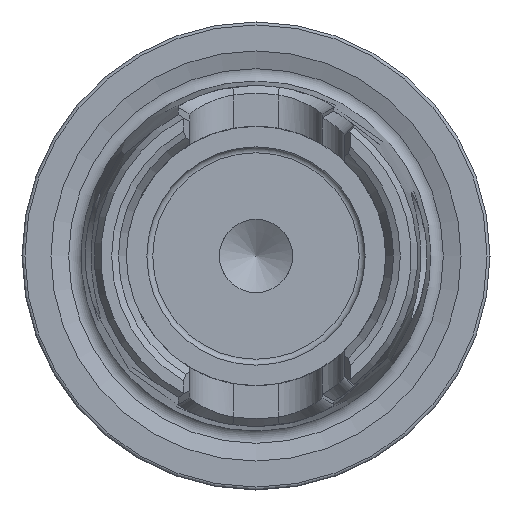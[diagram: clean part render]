
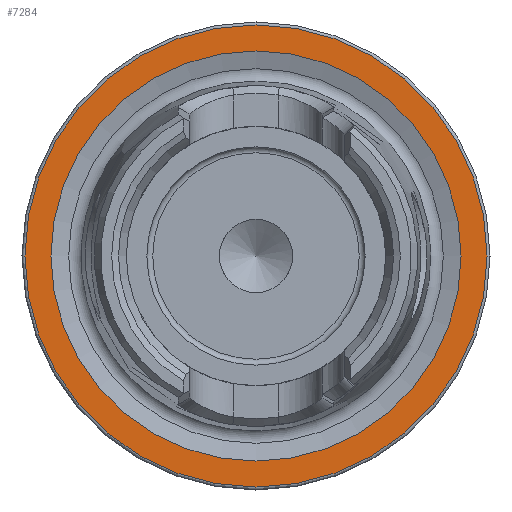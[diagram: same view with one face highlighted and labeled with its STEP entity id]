
A CAD part, left-side view. The second image highlights one B-rep face of the part: STEP entity #7284.
In plain terms, the highlighted planar face has unit normal (-1, 0, 0).
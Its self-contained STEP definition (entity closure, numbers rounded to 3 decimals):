
#472 = AXIS2_PLACEMENT_3D ( 'NONE', #2830, #1711, #4624 ) ;
#1503 = EDGE_CURVE ( 'NONE', #10044, #10044, #10179, .T. ) ;
#1711 = DIRECTION ( 'NONE',  ( 1., 0., 0. ) ) ;
#2285 = DIRECTION ( 'NONE',  ( 0., 0., 1. ) ) ;
#2614 = CARTESIAN_POINT ( 'NONE',  ( 0., 0., 0. ) ) ;
#2634 = AXIS2_PLACEMENT_3D ( 'NONE', #9885, #5110, #2285 ) ;
#2830 = CARTESIAN_POINT ( 'NONE',  ( 0., 15.775, 0. ) ) ;
#4014 = CARTESIAN_POINT ( 'NONE',  ( 0., 0., 15.775 ) ) ;
#4624 = DIRECTION ( 'NONE',  ( 0., 0., -1. ) ) ;
#4661 = EDGE_CURVE ( 'NONE', #10302, #10302, #7010, .T. ) ;
#4755 = ORIENTED_EDGE ( 'NONE', *, *, #1503, .T. ) ;
#5110 = DIRECTION ( 'NONE',  ( -1., 0., 0. ) ) ;
#6391 = FACE_BOUND ( 'NONE', #8467, .T. ) ;
#7010 = CIRCLE ( 'NONE', #8577, 14. ) ;
#7284 = ADVANCED_FACE ( 'NONE', ( #6391, #10798 ), #8483, .F. ) ;
#8467 = EDGE_LOOP ( 'NONE', ( #12132 ) ) ;
#8483 = PLANE ( 'NONE',  #472 ) ;
#8517 = DIRECTION ( 'NONE',  ( 0., 0., 1. ) ) ;
#8577 = AXIS2_PLACEMENT_3D ( 'NONE', #2614, #9218, #8517 ) ;
#8894 = EDGE_LOOP ( 'NONE', ( #4755 ) ) ;
#9218 = DIRECTION ( 'NONE',  ( -1., 0., 0. ) ) ;
#9885 = CARTESIAN_POINT ( 'NONE',  ( 0., 0., 0. ) ) ;
#10044 = VERTEX_POINT ( 'NONE', #4014 ) ;
#10179 = CIRCLE ( 'NONE', #2634, 15.775 ) ;
#10302 = VERTEX_POINT ( 'NONE', #11664 ) ;
#10798 = FACE_OUTER_BOUND ( 'NONE', #8894, .T. ) ;
#11664 = CARTESIAN_POINT ( 'NONE',  ( 0., 0., 14. ) ) ;
#12132 = ORIENTED_EDGE ( 'NONE', *, *, #4661, .F. ) ;
